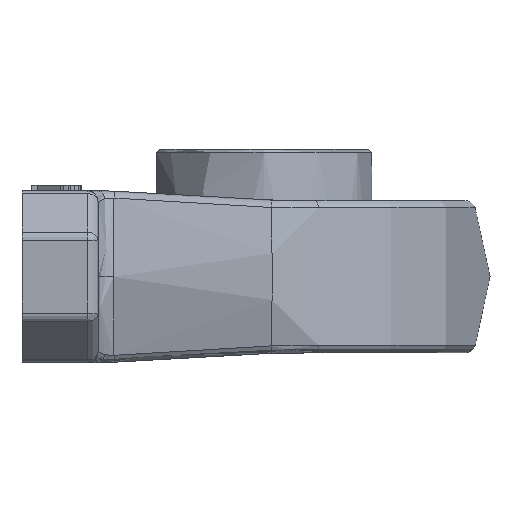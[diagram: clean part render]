
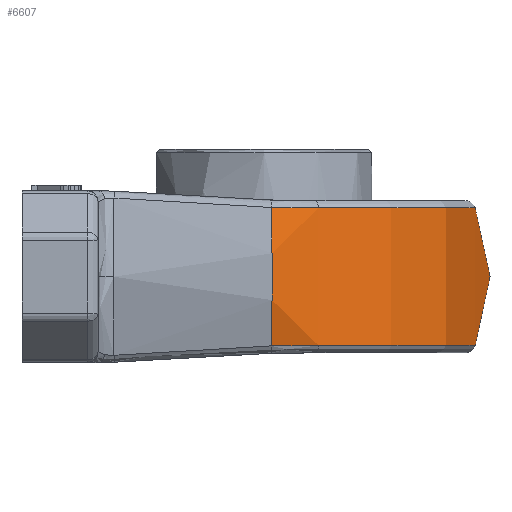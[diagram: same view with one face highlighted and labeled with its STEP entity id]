
A CAD part, left-side view. The second image highlights one B-rep face of the part: STEP entity #6607.
In plain terms, the highlighted free-form (B-spline) face has degree [2, 2] with [3, 5] control points.
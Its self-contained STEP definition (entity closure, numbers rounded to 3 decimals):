
#1409=B_SPLINE_CURVE_WITH_KNOTS($,3,(#10184,#10185,#10186,#10187,#10188,
#10189,#10190,#10191,#10192,#10193),.UNSPECIFIED.,.F.,.F.,(4,3,3,4),(0.,
0.333,0.667,1.),.UNSPECIFIED.);
#1410=B_SPLINE_CURVE_WITH_KNOTS($,3,(#10195,#10196,#10197,#10198,#10199,
#10200,#10201,#10202,#10203,#10204),.UNSPECIFIED.,.F.,.F.,(4,3,3,4),(0.,
0.333,0.667,1.),.UNSPECIFIED.);
#1411=B_SPLINE_CURVE_WITH_KNOTS($,3,(#10208,#10209,#10210,#10211,#10212,
#10213,#10214,#10215,#10216,#10217),.UNSPECIFIED.,.F.,.F.,(4,3,3,4),(0.,
0.333,0.667,1.),.UNSPECIFIED.);
#1412=B_SPLINE_CURVE_WITH_KNOTS($,3,(#10220,#10221,#10222,#10223,#10224,
#10225,#10226,#10227,#10228,#10229),.UNSPECIFIED.,.F.,.F.,(4,3,3,4),(0.,
0.333,0.667,1.),.UNSPECIFIED.);
#1522=(
BOUNDED_SURFACE()
B_SPLINE_SURFACE(2,2,((#10166,#10167,#10168,#10169,#10170),(#10171,#10172,
#10173,#10174,#10175),(#10176,#10177,#10178,#10179,#10180)),
 .UNSPECIFIED.,.F.,.F.,.F.)
B_SPLINE_SURFACE_WITH_KNOTS((3,3),(3,2,3),(-0.324,0.324),
(-3.107,-1.571,-0.035),.UNSPECIFIED.)
GEOMETRIC_REPRESENTATION_ITEM()
RATIONAL_B_SPLINE_SURFACE(((1.,0.719,1.,0.719,1.),
(0.948,0.682,0.948,0.682,
0.948),(1.,0.719,1.,0.719,1.)))
REPRESENTATION_ITEM($)
SURFACE()
);
#1684=FACE_OUTER_BOUND($,#2079,.T.);
#2079=EDGE_LOOP($,(#4350,#4351,#4352,#4353,#4354,#4355,#4356,#4357));
#2466=CIRCLE($,#7037,19.727);
#2469=CIRCLE($,#7040,20.);
#2470=CIRCLE($,#7041,20.);
#2471=CIRCLE($,#7042,19.727);
#2671=VERTEX_POINT($,#10161);
#2672=VERTEX_POINT($,#10162);
#2673=VERTEX_POINT($,#10181);
#2674=VERTEX_POINT($,#10182);
#2675=VERTEX_POINT($,#10194);
#2676=VERTEX_POINT($,#10205);
#2677=VERTEX_POINT($,#10207);
#2678=VERTEX_POINT($,#10218);
#3316=EDGE_CURVE($,#2671,#2672,#2466,.T.);
#3319=EDGE_CURVE($,#2673,#2674,#2469,.T.);
#3320=EDGE_CURVE($,#2673,#2671,#1409,.T.);
#3321=EDGE_CURVE($,#2672,#2675,#1410,.T.);
#3322=EDGE_CURVE($,#2675,#2676,#2470,.T.);
#3323=EDGE_CURVE($,#2677,#2676,#1411,.T.);
#3324=EDGE_CURVE($,#2678,#2677,#2471,.T.);
#3325=EDGE_CURVE($,#2674,#2678,#1412,.T.);
#4350=ORIENTED_EDGE($,*,*,#3319,.F.);
#4351=ORIENTED_EDGE($,*,*,#3320,.T.);
#4352=ORIENTED_EDGE($,*,*,#3316,.T.);
#4353=ORIENTED_EDGE($,*,*,#3321,.T.);
#4354=ORIENTED_EDGE($,*,*,#3322,.T.);
#4355=ORIENTED_EDGE($,*,*,#3323,.F.);
#4356=ORIENTED_EDGE($,*,*,#3324,.F.);
#4357=ORIENTED_EDGE($,*,*,#3325,.F.);
#6607=ADVANCED_FACE($,(#1684),#1522,.F.);
#7037=AXIS2_PLACEMENT_3D($,#10163,#7680,#7681);
#7040=AXIS2_PLACEMENT_3D($,#10183,#7686,#7687);
#7041=AXIS2_PLACEMENT_3D($,#10206,#7688,#7689);
#7042=AXIS2_PLACEMENT_3D($,#10219,#7690,#7691);
#7680=DIRECTION('center_axis',(0.,0.,1.));
#7681=DIRECTION('ref_axis',(-0.967,-0.253,0.));
#7686=DIRECTION('center_axis',(-0.035,0.999,0.));
#7687=DIRECTION('ref_axis',(-0.948,-0.033,-0.318));
#7688=DIRECTION('center_axis',(-0.035,-0.999,0.));
#7689=DIRECTION('ref_axis',(0.948,-0.033,-0.318));
#7690=DIRECTION('center_axis',(0.,0.,1.));
#7691=DIRECTION('ref_axis',(-0.967,-0.253,0.));
#10161=CARTESIAN_POINT('',(-19.085,-4.99,-6.116));
#10162=CARTESIAN_POINT('',(19.085,-4.99,-6.116));
#10163=CARTESIAN_POINT('Origin',(0.,0.,-6.116));
#10166=CARTESIAN_POINT('Ctrl Pts',(19.7,-0.688,
6.558));
#10167=CARTESIAN_POINT('Ctrl Pts',(19.036,-19.712,6.558));
#10168=CARTESIAN_POINT('Ctrl Pts',(0.,-19.712,
6.558));
#10169=CARTESIAN_POINT('Ctrl Pts',(-19.036,-19.712,
6.558));
#10170=CARTESIAN_POINT('Ctrl Pts',(-19.7,-0.688,
6.558));
#10171=CARTESIAN_POINT('Ctrl Pts',(21.831,-0.762,
0.2));
#10172=CARTESIAN_POINT('Ctrl Pts',(21.095,-21.844,0.2));
#10173=CARTESIAN_POINT('Ctrl Pts',(0.,-21.844,
0.2));
#10174=CARTESIAN_POINT('Ctrl Pts',(-21.095,-21.844,
0.2));
#10175=CARTESIAN_POINT('Ctrl Pts',(-21.831,-0.762,
0.2));
#10176=CARTESIAN_POINT('Ctrl Pts',(19.7,-0.688,
-6.158));
#10177=CARTESIAN_POINT('Ctrl Pts',(19.036,-19.712,-6.158));
#10178=CARTESIAN_POINT('Ctrl Pts',(0.,-19.712,
-6.158));
#10179=CARTESIAN_POINT('Ctrl Pts',(-19.036,-19.712,
-6.158));
#10180=CARTESIAN_POINT('Ctrl Pts',(-19.7,-0.688,
-6.158));
#10181=CARTESIAN_POINT('',(-19.7,-0.688,-6.158));
#10182=CARTESIAN_POINT('',(-19.7,-0.688,6.558));
#10183=CARTESIAN_POINT('Origin',(-0.75,-0.026,0.2));
#10184=CARTESIAN_POINT('Ctrl Pts',(-19.7,-0.688,
-6.158));
#10185=CARTESIAN_POINT('Ctrl Pts',(-19.687,-1.17,-6.148));
#10186=CARTESIAN_POINT('Ctrl Pts',(-19.655,-1.652,
-6.14));
#10187=CARTESIAN_POINT('Ctrl Pts',(-19.605,-2.133,
-6.134));
#10188=CARTESIAN_POINT('Ctrl Pts',(-19.554,-2.614,
-6.128));
#10189=CARTESIAN_POINT('Ctrl Pts',(-19.486,-3.094,
-6.123));
#10190=CARTESIAN_POINT('Ctrl Pts',(-19.399,-3.571,
-6.12));
#10191=CARTESIAN_POINT('Ctrl Pts',(-19.312,-4.048,
-6.117));
#10192=CARTESIAN_POINT('Ctrl Pts',(-19.208,-4.521,-6.116));
#10193=CARTESIAN_POINT('Ctrl Pts',(-19.085,-4.99,
-6.116));
#10194=CARTESIAN_POINT('',(19.7,-0.688,-6.158));
#10195=CARTESIAN_POINT('Ctrl Pts',(19.085,-4.99,-6.116));
#10196=CARTESIAN_POINT('Ctrl Pts',(19.208,-4.521,-6.116));
#10197=CARTESIAN_POINT('Ctrl Pts',(19.312,-4.048,-6.117));
#10198=CARTESIAN_POINT('Ctrl Pts',(19.399,-3.571,-6.12));
#10199=CARTESIAN_POINT('Ctrl Pts',(19.486,-3.094,-6.123));
#10200=CARTESIAN_POINT('Ctrl Pts',(19.554,-2.614,-6.128));
#10201=CARTESIAN_POINT('Ctrl Pts',(19.605,-2.133,-6.134));
#10202=CARTESIAN_POINT('Ctrl Pts',(19.655,-1.652,-6.14));
#10203=CARTESIAN_POINT('Ctrl Pts',(19.687,-1.17,-6.148));
#10204=CARTESIAN_POINT('Ctrl Pts',(19.7,-0.688,
-6.158));
#10205=CARTESIAN_POINT('',(19.7,-0.688,6.558));
#10206=CARTESIAN_POINT('Origin',(0.75,-0.026,0.2));
#10207=CARTESIAN_POINT('',(19.085,-4.99,6.516));
#10208=CARTESIAN_POINT('Ctrl Pts',(19.085,-4.99,6.516));
#10209=CARTESIAN_POINT('Ctrl Pts',(19.208,-4.521,6.516));
#10210=CARTESIAN_POINT('Ctrl Pts',(19.312,-4.048,6.517));
#10211=CARTESIAN_POINT('Ctrl Pts',(19.399,-3.571,6.52));
#10212=CARTESIAN_POINT('Ctrl Pts',(19.486,-3.094,6.523));
#10213=CARTESIAN_POINT('Ctrl Pts',(19.554,-2.614,6.528));
#10214=CARTESIAN_POINT('Ctrl Pts',(19.605,-2.133,6.534));
#10215=CARTESIAN_POINT('Ctrl Pts',(19.655,-1.652,6.54));
#10216=CARTESIAN_POINT('Ctrl Pts',(19.687,-1.17,6.548));
#10217=CARTESIAN_POINT('Ctrl Pts',(19.7,-0.688,
6.558));
#10218=CARTESIAN_POINT('',(-19.085,-4.99,6.516));
#10219=CARTESIAN_POINT('Origin',(0.,0.,6.516));
#10220=CARTESIAN_POINT('Ctrl Pts',(-19.7,-0.688,
6.558));
#10221=CARTESIAN_POINT('Ctrl Pts',(-19.687,-1.17,
6.548));
#10222=CARTESIAN_POINT('Ctrl Pts',(-19.655,-1.652,
6.54));
#10223=CARTESIAN_POINT('Ctrl Pts',(-19.605,-2.133,6.534));
#10224=CARTESIAN_POINT('Ctrl Pts',(-19.554,-2.614,
6.528));
#10225=CARTESIAN_POINT('Ctrl Pts',(-19.486,-3.094,
6.523));
#10226=CARTESIAN_POINT('Ctrl Pts',(-19.399,-3.571,
6.52));
#10227=CARTESIAN_POINT('Ctrl Pts',(-19.312,-4.048,
6.517));
#10228=CARTESIAN_POINT('Ctrl Pts',(-19.208,-4.521,6.516));
#10229=CARTESIAN_POINT('Ctrl Pts',(-19.085,-4.99,
6.516));
